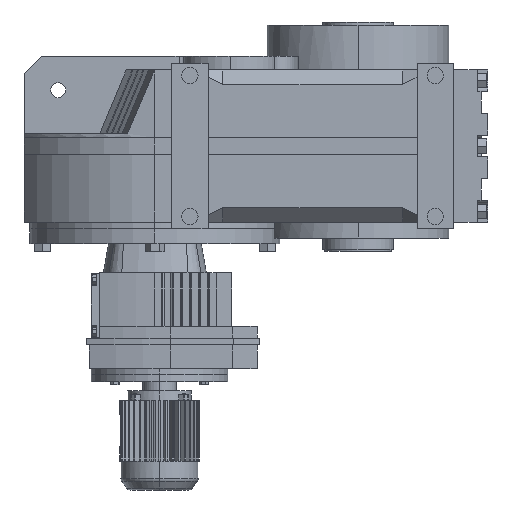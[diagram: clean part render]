
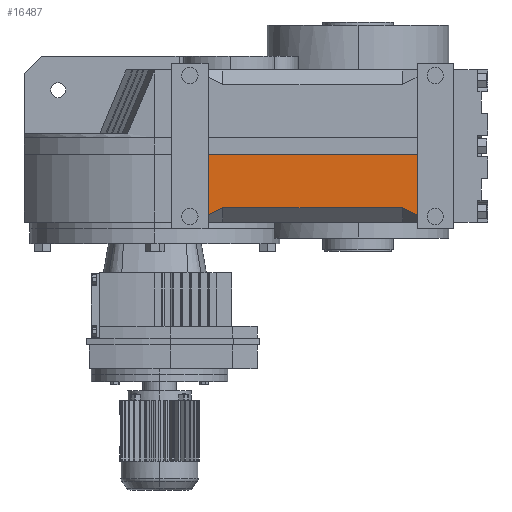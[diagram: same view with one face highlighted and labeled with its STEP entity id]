
A CAD part, left-side view. The second image highlights one B-rep face of the part: STEP entity #16487.
In plain terms, the highlighted planar face has unit normal (-1, 0, 0).
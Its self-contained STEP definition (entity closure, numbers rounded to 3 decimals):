
#314 = PLANE('',#315);
#315 = AXIS2_PLACEMENT_3D('',#316,#317,#318);
#316 = CARTESIAN_POINT('',(-260.44,-117.,0.));
#317 = DIRECTION('',(0.,-1.,0.));
#318 = DIRECTION('',(1.,0.,0.));
#426 = PLANE('',#427);
#427 = AXIS2_PLACEMENT_3D('',#428,#429,#430);
#428 = CARTESIAN_POINT('',(-260.44,-577.,0.));
#429 = DIRECTION('',(0.,1.,0.));
#430 = DIRECTION('',(-1.,0.,0.));
#7148 = VERTEX_POINT('',#7149);
#7149 = CARTESIAN_POINT('',(-315.44,-577.,163.8));
#7163 = PLANE('',#7164);
#7164 = AXIS2_PLACEMENT_3D('',#7165,#7166,#7167);
#7165 = CARTESIAN_POINT('',(14.732,1.,163.8));
#7166 = DIRECTION('',(0.,0.,-1.));
#7167 = DIRECTION('',(-1.,0.,0.));
#7175 = EDGE_CURVE('',#7176,#7148,#7178,.T.);
#7176 = VERTEX_POINT('',#7177);
#7177 = CARTESIAN_POINT('',(-315.44,-577.,30.089));
#7178 = SURFACE_CURVE('',#7179,(#7183,#7190),.PCURVE_S1.);
#7179 = LINE('',#7180,#7181);
#7180 = CARTESIAN_POINT('',(-315.44,-577.,349.44));
#7181 = VECTOR('',#7182,1.);
#7182 = DIRECTION('',(0.,0.,1.));
#7183 = PCURVE('',#426,#7184);
#7184 = DEFINITIONAL_REPRESENTATION('',(#7185),#7189);
#7185 = LINE('',#7186,#7187);
#7186 = CARTESIAN_POINT('',(55.,349.44));
#7187 = VECTOR('',#7188,1.);
#7188 = DIRECTION('',(0.,1.));
#7189 = ( GEOMETRIC_REPRESENTATION_CONTEXT(2) 
PARAMETRIC_REPRESENTATION_CONTEXT() REPRESENTATION_CONTEXT('2D SPACE',''
  ) );
#7190 = PCURVE('',#7191,#7196);
#7191 = PLANE('',#7192);
#7192 = AXIS2_PLACEMENT_3D('',#7193,#7194,#7195);
#7193 = CARTESIAN_POINT('',(-315.44,-733.,349.44));
#7194 = DIRECTION('',(1.,0.,0.));
#7195 = DIRECTION('',(0.,1.,0.));
#7196 = DEFINITIONAL_REPRESENTATION('',(#7197),#7201);
#7197 = LINE('',#7198,#7199);
#7198 = CARTESIAN_POINT('',(156.,0.));
#7199 = VECTOR('',#7200,1.);
#7200 = DIRECTION('',(0.,1.));
#7201 = ( GEOMETRIC_REPRESENTATION_CONTEXT(2) 
PARAMETRIC_REPRESENTATION_CONTEXT() REPRESENTATION_CONTEXT('2D SPACE',''
  ) );
#7219 = PLANE('',#7220);
#7220 = AXIS2_PLACEMENT_3D('',#7221,#7222,#7223);
#7221 = CARTESIAN_POINT('',(-272.896,-577.,-12.456));
#7222 = DIRECTION('',(0.664,-0.342,0.664));
#7223 = DIRECTION('',(0.707,0.,-0.707));
#8829 = VERTEX_POINT('',#8830);
#8830 = CARTESIAN_POINT('',(-315.44,-117.,30.089));
#8844 = PLANE('',#8845);
#8845 = AXIS2_PLACEMENT_3D('',#8846,#8847,#8848);
#8846 = CARTESIAN_POINT('',(-272.896,-117.,-12.456));
#8847 = DIRECTION('',(0.664,0.342,0.664));
#8848 = DIRECTION('',(0.707,0.,-0.707));
#8856 = EDGE_CURVE('',#8857,#8829,#8859,.T.);
#8857 = VERTEX_POINT('',#8858);
#8858 = CARTESIAN_POINT('',(-315.44,-117.,163.8));
#8859 = SURFACE_CURVE('',#8860,(#8864,#8871),.PCURVE_S1.);
#8860 = LINE('',#8861,#8862);
#8861 = CARTESIAN_POINT('',(-315.44,-117.,349.44));
#8862 = VECTOR('',#8863,1.);
#8863 = DIRECTION('',(0.,0.,-1.));
#8864 = PCURVE('',#314,#8865);
#8865 = DEFINITIONAL_REPRESENTATION('',(#8866),#8870);
#8866 = LINE('',#8867,#8868);
#8867 = CARTESIAN_POINT('',(-55.,349.44));
#8868 = VECTOR('',#8869,1.);
#8869 = DIRECTION('',(0.,-1.));
#8870 = ( GEOMETRIC_REPRESENTATION_CONTEXT(2) 
PARAMETRIC_REPRESENTATION_CONTEXT() REPRESENTATION_CONTEXT('2D SPACE',''
  ) );
#8871 = PCURVE('',#7191,#8872);
#8872 = DEFINITIONAL_REPRESENTATION('',(#8873),#8877);
#8873 = LINE('',#8874,#8875);
#8874 = CARTESIAN_POINT('',(616.,0.));
#8875 = VECTOR('',#8876,1.);
#8876 = DIRECTION('',(0.,-1.));
#8877 = ( GEOMETRIC_REPRESENTATION_CONTEXT(2) 
PARAMETRIC_REPRESENTATION_CONTEXT() REPRESENTATION_CONTEXT('2D SPACE',''
  ) );
#11553 = PLANE('',#11554);
#11554 = AXIS2_PLACEMENT_3D('',#11555,#11556,#11557);
#11555 = CARTESIAN_POINT('',(-315.44,-733.,46.56));
#11556 = DIRECTION('',(0.707,0.,0.707
    ));
#11557 = DIRECTION('',(0.707,0.,
    -0.707));
#16415 = EDGE_CURVE('',#16416,#7176,#16418,.T.);
#16416 = VERTEX_POINT('',#16417);
#16417 = CARTESIAN_POINT('',(-315.44,-545.,46.56));
#16418 = SURFACE_CURVE('',#16419,(#16423,#16430),.PCURVE_S1.);
#16419 = LINE('',#16420,#16421);
#16420 = CARTESIAN_POINT('',(-315.44,-570.375,33.499));
#16421 = VECTOR('',#16422,1.);
#16422 = DIRECTION('',(0.,-0.889,
    -0.458));
#16423 = PCURVE('',#7219,#16424);
#16424 = DEFINITIONAL_REPRESENTATION('',(#16425),#16429);
#16425 = LINE('',#16426,#16427);
#16426 = CARTESIAN_POINT('',(-62.578,7.05));
#16427 = VECTOR('',#16428,1.);
#16428 = DIRECTION('',(0.324,-0.946));
#16429 = ( GEOMETRIC_REPRESENTATION_CONTEXT(2) 
PARAMETRIC_REPRESENTATION_CONTEXT() REPRESENTATION_CONTEXT('2D SPACE',''
  ) );
#16430 = PCURVE('',#7191,#16431);
#16431 = DEFINITIONAL_REPRESENTATION('',(#16432),#16436);
#16432 = LINE('',#16433,#16434);
#16433 = CARTESIAN_POINT('',(162.625,-315.941));
#16434 = VECTOR('',#16435,1.);
#16435 = DIRECTION('',(-0.889,-0.458));
#16436 = ( GEOMETRIC_REPRESENTATION_CONTEXT(2) 
PARAMETRIC_REPRESENTATION_CONTEXT() REPRESENTATION_CONTEXT('2D SPACE',''
  ) );
#16487 = ADVANCED_FACE('',(#16488),#7191,.F.);
#16488 = FACE_BOUND('',#16489,.T.);
#16489 = EDGE_LOOP('',(#16490,#16491,#16514,#16535,#16536,#16537));
#16490 = ORIENTED_EDGE('',*,*,#8856,.T.);
#16491 = ORIENTED_EDGE('',*,*,#16492,.T.);
#16492 = EDGE_CURVE('',#8829,#16493,#16495,.T.);
#16493 = VERTEX_POINT('',#16494);
#16494 = CARTESIAN_POINT('',(-315.44,-149.,46.56));
#16495 = SURFACE_CURVE('',#16496,(#16500,#16507),.PCURVE_S1.);
#16496 = LINE('',#16497,#16498);
#16497 = CARTESIAN_POINT('',(-315.44,-733.926,347.64));
#16498 = VECTOR('',#16499,1.);
#16499 = DIRECTION('',(0.,-0.889,
    0.458));
#16500 = PCURVE('',#7191,#16501);
#16501 = DEFINITIONAL_REPRESENTATION('',(#16502),#16506);
#16502 = LINE('',#16503,#16504);
#16503 = CARTESIAN_POINT('',(-0.926,-1.8));
#16504 = VECTOR('',#16505,1.);
#16505 = DIRECTION('',(-0.889,0.458));
#16506 = ( GEOMETRIC_REPRESENTATION_CONTEXT(2) 
PARAMETRIC_REPRESENTATION_CONTEXT() REPRESENTATION_CONTEXT('2D SPACE',''
  ) );
#16507 = PCURVE('',#8844,#16508);
#16508 = DEFINITIONAL_REPRESENTATION('',(#16509),#16513);
#16509 = LINE('',#16510,#16511);
#16510 = CARTESIAN_POINT('',(-284.71,-656.519));
#16511 = VECTOR('',#16512,1.);
#16512 = DIRECTION('',(-0.324,-0.946));
#16513 = ( GEOMETRIC_REPRESENTATION_CONTEXT(2) 
PARAMETRIC_REPRESENTATION_CONTEXT() REPRESENTATION_CONTEXT('2D SPACE',''
  ) );
#16514 = ORIENTED_EDGE('',*,*,#16515,.T.);
#16515 = EDGE_CURVE('',#16493,#16416,#16516,.T.);
#16516 = SURFACE_CURVE('',#16517,(#16521,#16528),.PCURVE_S1.);
#16517 = LINE('',#16518,#16519);
#16518 = CARTESIAN_POINT('',(-315.44,-733.,46.56));
#16519 = VECTOR('',#16520,1.);
#16520 = DIRECTION('',(0.,-1.,0.));
#16521 = PCURVE('',#7191,#16522);
#16522 = DEFINITIONAL_REPRESENTATION('',(#16523),#16527);
#16523 = LINE('',#16524,#16525);
#16524 = CARTESIAN_POINT('',(0.,-302.88));
#16525 = VECTOR('',#16526,1.);
#16526 = DIRECTION('',(-1.,0.));
#16527 = ( GEOMETRIC_REPRESENTATION_CONTEXT(2) 
PARAMETRIC_REPRESENTATION_CONTEXT() REPRESENTATION_CONTEXT('2D SPACE',''
  ) );
#16528 = PCURVE('',#11553,#16529);
#16529 = DEFINITIONAL_REPRESENTATION('',(#16530),#16534);
#16530 = LINE('',#16531,#16532);
#16531 = CARTESIAN_POINT('',(0.,0.));
#16532 = VECTOR('',#16533,1.);
#16533 = DIRECTION('',(0.,-1.));
#16534 = ( GEOMETRIC_REPRESENTATION_CONTEXT(2) 
PARAMETRIC_REPRESENTATION_CONTEXT() REPRESENTATION_CONTEXT('2D SPACE',''
  ) );
#16535 = ORIENTED_EDGE('',*,*,#16415,.T.);
#16536 = ORIENTED_EDGE('',*,*,#7175,.T.);
#16537 = ORIENTED_EDGE('',*,*,#16538,.T.);
#16538 = EDGE_CURVE('',#7148,#8857,#16539,.T.);
#16539 = SURFACE_CURVE('',#16540,(#16544,#16551),.PCURVE_S1.);
#16540 = LINE('',#16541,#16542);
#16541 = CARTESIAN_POINT('',(-315.44,-733.,163.8));
#16542 = VECTOR('',#16543,1.);
#16543 = DIRECTION('',(0.,1.,0.));
#16544 = PCURVE('',#7191,#16545);
#16545 = DEFINITIONAL_REPRESENTATION('',(#16546),#16550);
#16546 = LINE('',#16547,#16548);
#16547 = CARTESIAN_POINT('',(0.,-185.64));
#16548 = VECTOR('',#16549,1.);
#16549 = DIRECTION('',(1.,0.));
#16550 = ( GEOMETRIC_REPRESENTATION_CONTEXT(2) 
PARAMETRIC_REPRESENTATION_CONTEXT() REPRESENTATION_CONTEXT('2D SPACE',''
  ) );
#16551 = PCURVE('',#7163,#16552);
#16552 = DEFINITIONAL_REPRESENTATION('',(#16553),#16557);
#16553 = LINE('',#16554,#16555);
#16554 = CARTESIAN_POINT('',(330.172,-734.));
#16555 = VECTOR('',#16556,1.);
#16556 = DIRECTION('',(0.,1.));
#16557 = ( GEOMETRIC_REPRESENTATION_CONTEXT(2) 
PARAMETRIC_REPRESENTATION_CONTEXT() REPRESENTATION_CONTEXT('2D SPACE',''
  ) );
